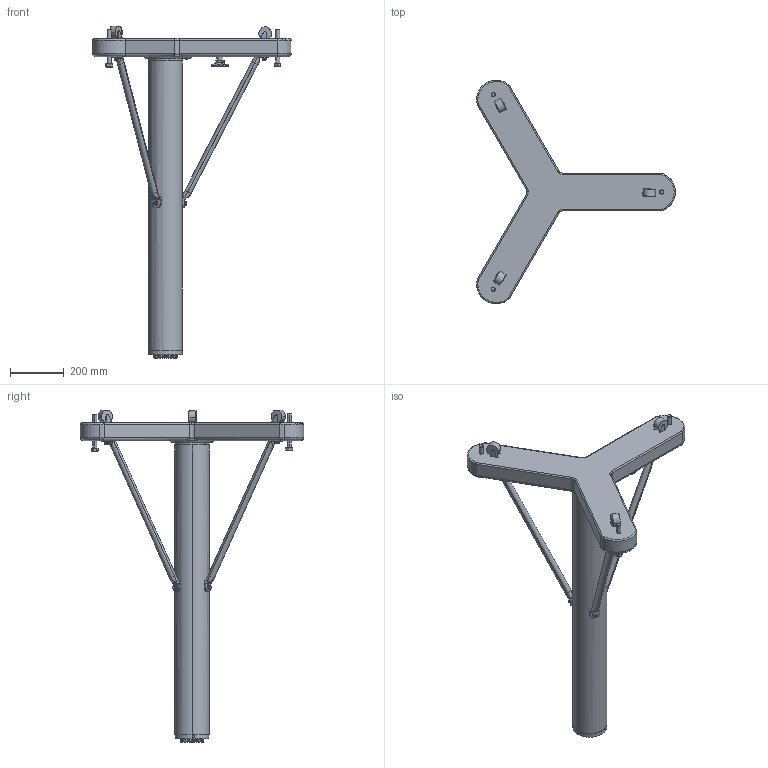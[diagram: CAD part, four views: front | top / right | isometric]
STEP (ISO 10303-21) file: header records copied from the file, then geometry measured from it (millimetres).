
FILE_DESCRIPTION (( 'STEP AP203' ), '1' );
FILE_NAME ('230-F-48.STEP', '2017-02-27T17:45:03', ( '' ), ( '' ), 'SwSTEP 2.0', 'SolidWorks 2017', '' );
FILE_SCHEMA (( 'CONFIG_CONTROL_DESIGN' ));
Length unit declared in the file: inch
Products named in the file (1): 230-F-48
Bounding box: 741.74 x 833.39 x 1238.63 mm (x, y, z)
Volume: 26974550.1 mm3; surface area: 1285092.8 mm2
Topology: 1 solids, 7 shells, 920 faces, 2163 edges, 1249 vertices
Faces by surface type: plane 618, cylinder 179, cone 66, torus 46, bspline 9, sphere 2
Entity records: 28477 total; most frequent: CARTESIAN_POINT 8014, ORIENTED_EDGE 4302, DIRECTION 4092, EDGE_CURVE 2151, AXIS2_PLACEMENT_3D 1388, LINE 1316, VECTOR 1316, VERTEX_POINT 1249
